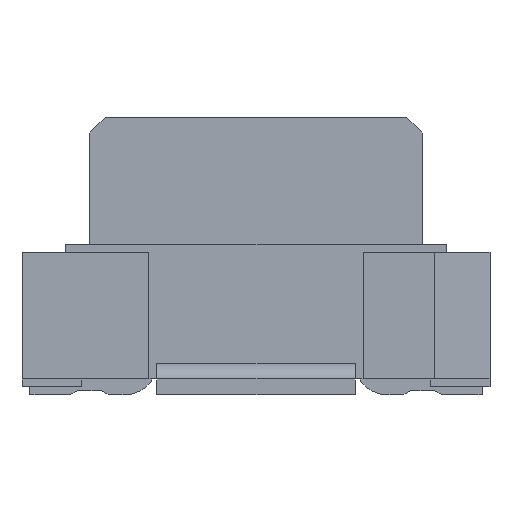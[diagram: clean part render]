
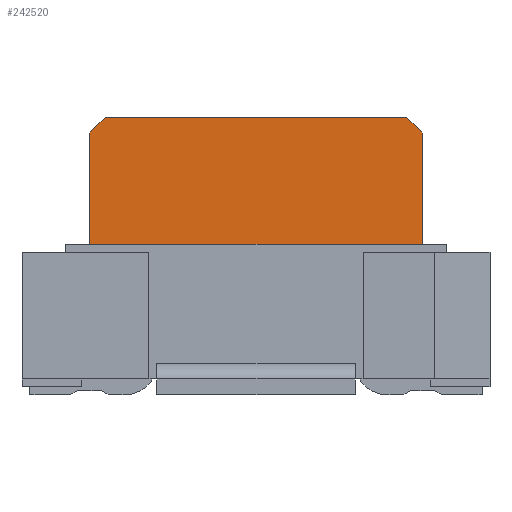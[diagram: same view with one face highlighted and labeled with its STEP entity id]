
A CAD part, front view. The second image highlights one B-rep face of the part: STEP entity #242520.
In plain terms, the highlighted planar face has unit normal (0, -1, 0).
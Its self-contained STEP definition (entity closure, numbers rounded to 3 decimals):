
#24080=CARTESIAN_POINT('',(-3.259,-19.55,3.508));
#24090=VERTEX_POINT('',#24080);
#24120=CARTESIAN_POINT('',(-6.767,-19.55,0.));
#24130=DIRECTION('',(0.707,0.,0.707));
#24140=VECTOR('',#24130,1.);
#24150=LINE('',#24120,#24140);
#24160=CARTESIAN_POINT('',(-3.459,-19.55,3.308));
#24170=VERTEX_POINT('',#24160);
#24180=EDGE_CURVE('',#24170,#24090,#24150,.T.);
#55950=CARTESIAN_POINT('',(-3.459,-19.55,1.808));
#55960=VERTEX_POINT('',#55950);
#55990=CARTESIAN_POINT('',(0.,-19.55,1.808));
#56000=DIRECTION('',(1.,0.,0.));
#56010=VECTOR('',#56000,1.);
#56020=LINE('',#55990,#56010);
#56030=CARTESIAN_POINT('',(-3.259,-19.55,1.808));
#56040=VERTEX_POINT('',#56030);
#56050=EDGE_CURVE('',#55960,#56040,#56020,.T.);
#56270=CARTESIAN_POINT('',(0.541,-19.55,1.808));
#56280=VERTEX_POINT('',#56270);
#56310=CARTESIAN_POINT('',(0.741,-19.55,1.808));
#56320=VERTEX_POINT('',#56310);
#56330=EDGE_CURVE('',#56280,#56320,#56020,.T.);
#77290=CARTESIAN_POINT('',(-1.451,-19.55,0.));
#77300=DIRECTION('',(0.707,0.,-0.707));
#77310=VECTOR('',#77300,1.);
#77320=LINE('',#77290,#77310);
#77330=CARTESIAN_POINT('',(-3.159,-19.55,1.708));
#77340=VERTEX_POINT('',#77330);
#77350=EDGE_CURVE('',#56040,#77340,#77320,.T.);
#88740=CARTESIAN_POINT('',(0.741,-19.55,0.));
#88750=DIRECTION('',(0.,0.,-1.));
#88760=VECTOR('',#88750,1.);
#88770=LINE('',#88740,#88760);
#88780=CARTESIAN_POINT('',(0.741,-19.55,3.308));
#88790=VERTEX_POINT('',#88780);
#88800=EDGE_CURVE('',#88790,#56320,#88770,.T.);
#99410=CARTESIAN_POINT('',(0.541,-19.55,3.508));
#99420=VERTEX_POINT('',#99410);
#99520=CARTESIAN_POINT('',(4.049,-19.55,0.));
#99530=DIRECTION('',(0.707,0.,-0.707));
#99540=VECTOR('',#99530,1.);
#99550=LINE('',#99520,#99540);
#99560=EDGE_CURVE('',#99420,#88790,#99550,.T.);
#106260=CARTESIAN_POINT('',(0.441,-19.55,1.708));
#106270=VERTEX_POINT('',#106260);
#106350=CARTESIAN_POINT('',(0.441,-19.55,1.308));
#106360=VERTEX_POINT('',#106350);
#106390=CARTESIAN_POINT('',(0.441,-19.55,0.));
#106400=DIRECTION('',(0.,0.,-1.));
#106410=VECTOR('',#106400,1.);
#106420=LINE('',#106390,#106410);
#106430=EDGE_CURVE('',#106270,#106360,#106420,.T.);
#135270=CARTESIAN_POINT('',(-1.267,-19.55,0.));
#135280=DIRECTION('',(0.707,0.,0.707));
#135290=VECTOR('',#135280,1.);
#135300=LINE('',#135270,#135290);
#135310=EDGE_CURVE('',#106270,#56280,#135300,.T.);
#142270=CARTESIAN_POINT('',(-3.159,-19.55,0.));
#142280=DIRECTION('',(0.,0.,1.));
#142290=VECTOR('',#142280,1.);
#142300=LINE('',#142270,#142290);
#142310=CARTESIAN_POINT('',(-3.159,-19.55,1.308));
#142320=VERTEX_POINT('',#142310);
#142330=EDGE_CURVE('',#142320,#77340,#142300,.T.);
#224940=CARTESIAN_POINT('',(0.,-19.55,1.308));
#224950=DIRECTION('',(1.,0.,0.));
#224960=VECTOR('',#224950,1.);
#224970=LINE('',#224940,#224960);
#224980=EDGE_CURVE('',#142320,#106360,#224970,.T.);
#226530=CARTESIAN_POINT('',(0.,-19.55,3.508));
#226540=DIRECTION('',(1.,0.,0.));
#226550=VECTOR('',#226540,1.);
#226560=LINE('',#226530,#226550);
#226570=EDGE_CURVE('',#24090,#99420,#226560,.T.);
#242280=CARTESIAN_POINT('',(0.741,-19.55,1.808));
#242290=DIRECTION('',(-0.,-1.,-0.));
#242300=DIRECTION('',(-1.,0.,0.));
#242310=AXIS2_PLACEMENT_3D('',#242280,#242290,#242300);
#242320=PLANE('',#242310);
#242330=ORIENTED_EDGE('',*,*,#24180,.F.);
#242340=ORIENTED_EDGE('',*,*,#226570,.F.);
#242350=ORIENTED_EDGE('',*,*,#99560,.F.);
#242360=ORIENTED_EDGE('',*,*,#88800,.F.);
#242370=ORIENTED_EDGE('',*,*,#56330,.T.);
#242380=ORIENTED_EDGE('',*,*,#135310,.T.);
#242390=ORIENTED_EDGE('',*,*,#106430,.F.);
#242400=ORIENTED_EDGE('',*,*,#224980,.T.);
#242410=ORIENTED_EDGE('',*,*,#142330,.F.);
#242420=ORIENTED_EDGE('',*,*,#77350,.T.);
#242430=ORIENTED_EDGE('',*,*,#56050,.T.);
#242440=CARTESIAN_POINT('',(-3.459,-19.55,0.));
#242450=DIRECTION('',(0.,0.,1.));
#242460=VECTOR('',#242450,1.);
#242470=LINE('',#242440,#242460);
#242480=EDGE_CURVE('',#55960,#24170,#242470,.T.);
#242490=ORIENTED_EDGE('',*,*,#242480,.F.);
#242500=EDGE_LOOP('',(#242490,#242430,#242420,#242410,#242400,#242390,
#242380,#242370,#242360,#242350,#242340,#242330));
#242510=FACE_OUTER_BOUND('',#242500,.T.);
#242520=ADVANCED_FACE('',(#242510),#242320,.T.);
